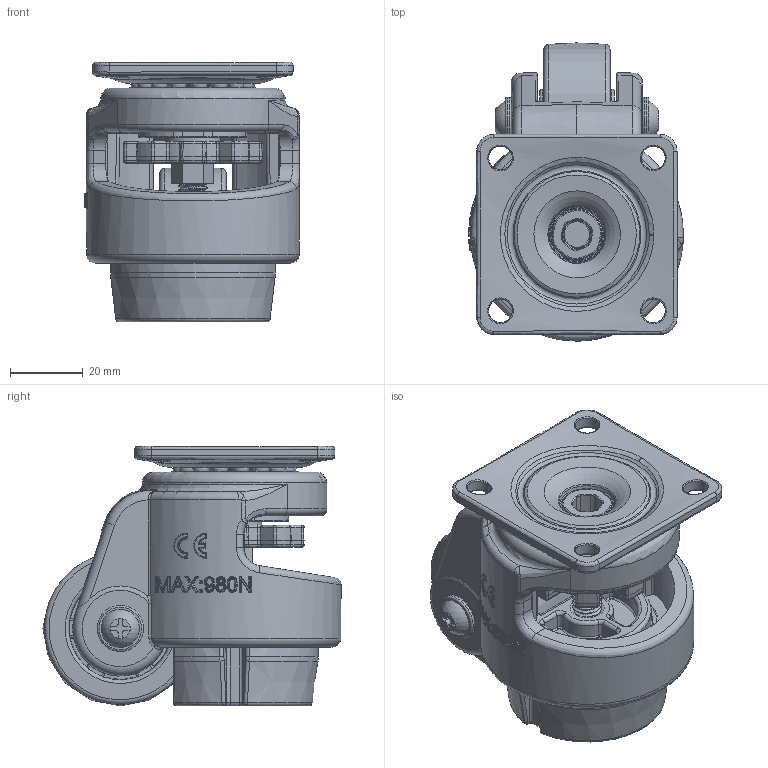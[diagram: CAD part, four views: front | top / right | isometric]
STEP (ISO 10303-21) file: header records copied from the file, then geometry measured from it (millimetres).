
FILE_DESCRIPTION(/* description */ (''),/* implementation_level */ '2;1');
FILE_NAME(/* name */ 'DR_WIFT-40F.stp',/* time_stamp */ '2023-02-21T13:41:46+09:00',/* author */ ('user'),/* organization */ (''),/* preprocessor_version */ 'ST-DEVELOPER v15.6',/* originating_system */ 'Autodesk Inventor 2015',/* authorisation */ '');
FILE_SCHEMA (('AUTOMOTIVE_DESIGN { 1 0 10303 214 3 1 1 }'));
Length unit declared in the file: millimetre
Products named in the file (1): DR_WIFT-40F
Bounding box: 59 x 81.9 x 71.32 mm (x, y, z)
Volume: 120311.6 mm3; surface area: 58369.5 mm2
Topology: 42 solids, 42 shells, 1636 faces, 4264 edges, 2627 vertices
Faces by surface type: bspline 649, cylinder 315, plane 301, torus 247, cone 69, sphere 55
Full cylindrical faces by diameter (mm): 5.64 x1, 6.5 x4, 7 x1, 7.3 x2, 7.8 x3, 11.221 x1, 12.7 x2, 13.779 x1, 15 x1, 17.3 x1, 24.1 x1, 25.064 x1, 32.5 x1, 50.732 x1
Entity records: 91840 total; most frequent: CARTESIAN_POINT 55989, ORIENTED_EDGE 8106, DIRECTION 6326, EDGE_CURVE 4053, AXIS2_PLACEMENT_3D 2681, VERTEX_POINT 2607, EDGE_LOOP 1774, FACE_OUTER_BOUND 1636
